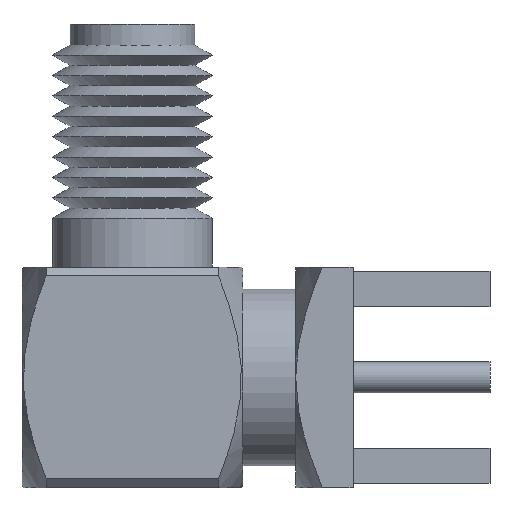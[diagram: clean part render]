
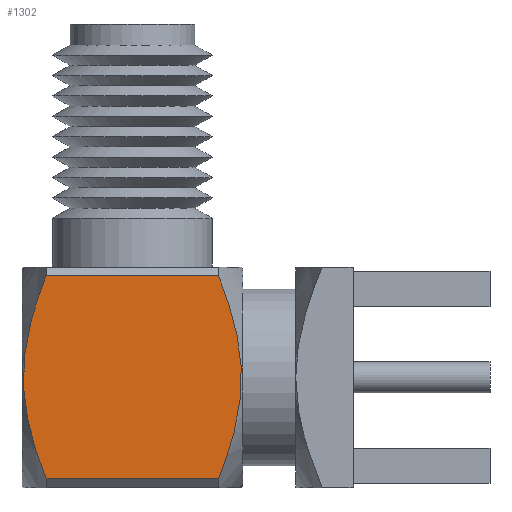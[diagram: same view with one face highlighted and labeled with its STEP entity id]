
A CAD part, front view. The second image highlights one B-rep face of the part: STEP entity #1302.
In plain terms, the highlighted planar face has unit normal (0, -1, 0).
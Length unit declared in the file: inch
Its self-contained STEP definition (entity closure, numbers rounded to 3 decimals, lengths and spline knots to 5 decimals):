
#9 = VERTEX_POINT ( 'NONE', #2022 ) ;
#20 = AXIS2_PLACEMENT_3D ( 'NONE', #423, #371, #1946 ) ;
#33 = EDGE_LOOP ( 'NONE', ( #2209, #2727, #224, #1824 ) ) ;
#155 = CARTESIAN_POINT ( 'NONE',  ( -0.12067, -0.125, 0.03966 ) ) ;
#222 = CARTESIAN_POINT ( 'NONE',  ( 0.09766, -0.125, 0.115 ) ) ;
#224 = ORIENTED_EDGE ( 'NONE', *, *, #1373, .F. ) ;
#277 = CARTESIAN_POINT ( 'NONE',  ( -0.09766, -0.125, -0.115 ) ) ;
#371 = DIRECTION ( 'NONE',  ( 0., 1., 0. ) ) ;
#387 = CARTESIAN_POINT ( 'NONE',  ( -0.1229, -0.125, -0.01944 ) ) ;
#423 = CARTESIAN_POINT ( 'NONE',  ( -0.125, -0.125, 0.125 ) ) ;
#442 = CARTESIAN_POINT ( 'NONE',  ( 0.09766, -0.125, -0.115 ) ) ;
#523 = EDGE_CURVE ( 'NONE', #1107, #2042, #1569, .T. ) ;
#565 = DIRECTION ( 'NONE',  ( -1., 0., 0. ) ) ;
#587 = B_SPLINE_CURVE_WITH_KNOTS ( 'NONE', 3,
 ( #3259, #1438, #3002, #2733, #2507, #387, #2220, #2185, #155, #1202, #3223, #893 ),
 .UNSPECIFIED., .F., .F.,
 ( 4, 2, 2, 2, 2, 4 ),
 ( 0.00377, 0.00528, 0.00604, 0.0068, 0.00831, 0.00982 ),
 .UNSPECIFIED. ) ;
#642 = VECTOR ( 'NONE', #565, 39.37008 ) ;
#750 = CARTESIAN_POINT ( 'NONE',  ( 0.12031, -0.125, -0.03911 ) ) ;
#795 = EDGE_CURVE ( 'NONE', #9, #2452, #3179, .T. ) ;
#893 = CARTESIAN_POINT ( 'NONE',  ( -0.09766, -0.125, 0.115 ) ) ;
#958 = CARTESIAN_POINT ( 'NONE',  ( 0.12067, -0.125, 0.03966 ) ) ;
#1107 = VERTEX_POINT ( 'NONE', #277 ) ;
#1202 = CARTESIAN_POINT ( 'NONE',  ( -0.11131, -0.125, 0.07778 ) ) ;
#1254 = CARTESIAN_POINT ( 'NONE',  ( 0.11841, -0.125, -0.04881 ) ) ;
#1286 = DIRECTION ( 'NONE',  ( 1., 0., 0. ) ) ;
#1289 = CARTESIAN_POINT ( 'NONE',  ( 0.10484, -0.125, 0.09663 ) ) ;
#1302 = ADVANCED_FACE ( 'NONE', ( #2767 ), #1673, .F. ) ;
#1342 = EDGE_CURVE ( 'NONE', #1107, #2452, #587, .T. ) ;
#1373 = EDGE_CURVE ( 'NONE', #9, #2042, #1720, .T. ) ;
#1438 = CARTESIAN_POINT ( 'NONE',  ( -0.10489, -0.125, -0.0965 ) ) ;
#1539 = CARTESIAN_POINT ( 'NONE',  ( 0.12358, -0.125, -0.00939 ) ) ;
#1569 = LINE ( 'NONE', #2301, #2282 ) ;
#1673 = PLANE ( 'NONE',  #20 ) ;
#1720 = B_SPLINE_CURVE_WITH_KNOTS ( 'NONE', 3,
 ( #222, #1289, #2304, #958, #1996, #1539, #2781, #750, #1254, #3083, #3067, #2286 ),
 .UNSPECIFIED., .F., .F.,
 ( 4, 2, 2, 2, 2, 4 ),
 ( 0.00852, 0.01002, 0.01152, 0.01227, 0.01301, 0.01451 ),
 .UNSPECIFIED. ) ;
#1824 = ORIENTED_EDGE ( 'NONE', *, *, #795, .T. ) ;
#1946 = DIRECTION ( 'NONE',  ( 0., 0., 1. ) ) ;
#1996 = CARTESIAN_POINT ( 'NONE',  ( 0.12351, -0.125, 0.02031 ) ) ;
#2022 = CARTESIAN_POINT ( 'NONE',  ( 0.09766, -0.125, 0.115 ) ) ;
#2042 = VERTEX_POINT ( 'NONE', #442 ) ;
#2185 = CARTESIAN_POINT ( 'NONE',  ( -0.12351, -0.125, 0.02031 ) ) ;
#2209 = ORIENTED_EDGE ( 'NONE', *, *, #1342, .F. ) ;
#2220 = CARTESIAN_POINT ( 'NONE',  ( -0.12358, -0.125, -0.00939 ) ) ;
#2282 = VECTOR ( 'NONE', #1286, 39.37008 ) ;
#2286 = CARTESIAN_POINT ( 'NONE',  ( 0.09766, -0.125, -0.115 ) ) ;
#2301 = CARTESIAN_POINT ( 'NONE',  ( 0.09366, -0.125, -0.115 ) ) ;
#2304 = CARTESIAN_POINT ( 'NONE',  ( 0.11131, -0.125, 0.07778 ) ) ;
#2427 = CARTESIAN_POINT ( 'NONE',  ( -0.125, -0.125, 0.115 ) ) ;
#2452 = VERTEX_POINT ( 'NONE', #3260 ) ;
#2507 = CARTESIAN_POINT ( 'NONE',  ( -0.12031, -0.125, -0.03911 ) ) ;
#2727 = ORIENTED_EDGE ( 'NONE', *, *, #523, .T. ) ;
#2733 = CARTESIAN_POINT ( 'NONE',  ( -0.11841, -0.125, -0.04881 ) ) ;
#2767 = FACE_OUTER_BOUND ( 'NONE', #33, .T. ) ;
#2781 = CARTESIAN_POINT ( 'NONE',  ( 0.1229, -0.125, -0.01944 ) ) ;
#3002 = CARTESIAN_POINT ( 'NONE',  ( -0.11137, -0.125, -0.07762 ) ) ;
#3067 = CARTESIAN_POINT ( 'NONE',  ( 0.10489, -0.125, -0.0965 ) ) ;
#3083 = CARTESIAN_POINT ( 'NONE',  ( 0.11137, -0.125, -0.07762 ) ) ;
#3179 = LINE ( 'NONE', #2427, #642 ) ;
#3223 = CARTESIAN_POINT ( 'NONE',  ( -0.10484, -0.125, 0.09663 ) ) ;
#3259 = CARTESIAN_POINT ( 'NONE',  ( -0.09766, -0.125, -0.115 ) ) ;
#3260 = CARTESIAN_POINT ( 'NONE',  ( -0.09766, -0.125, 0.115 ) ) ;
